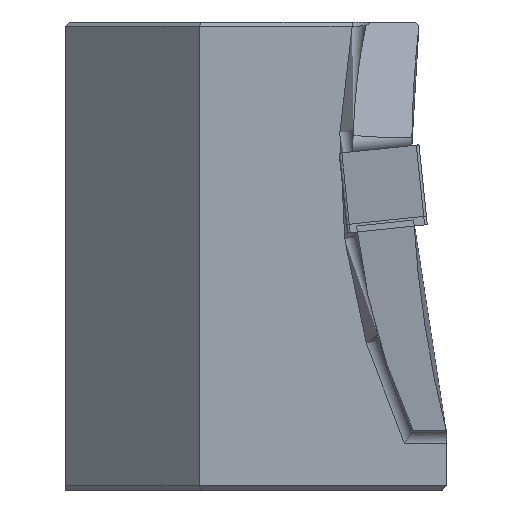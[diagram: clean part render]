
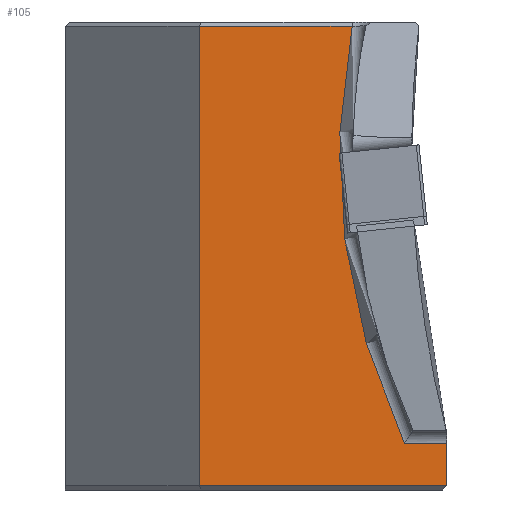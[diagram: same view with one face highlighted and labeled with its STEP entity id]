
A CAD part, left-side view. The second image highlights one B-rep face of the part: STEP entity #105.
In plain terms, the highlighted planar face has unit normal (-1, 0, 0).
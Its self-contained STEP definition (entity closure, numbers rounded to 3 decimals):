
#69=CIRCLE('',#1098,50.);
#105=ADVANCED_FACE('',(#205),#161,.F.);
#161=PLANE('',#1099);
#205=FACE_OUTER_BOUND('',#262,.T.);
#262=EDGE_LOOP('',(#392,#393,#394,#395,#396,#397));
#392=ORIENTED_EDGE('',*,*,#728,.T.);
#393=ORIENTED_EDGE('',*,*,#761,.T.);
#394=ORIENTED_EDGE('',*,*,#762,.T.);
#395=ORIENTED_EDGE('',*,*,#763,.T.);
#396=ORIENTED_EDGE('',*,*,#764,.T.);
#397=ORIENTED_EDGE('',*,*,#765,.T.);
#633=VERTEX_POINT('',#1492);
#634=VERTEX_POINT('',#1494);
#656=VERTEX_POINT('',#1588);
#657=VERTEX_POINT('',#1590);
#658=VERTEX_POINT('',#1592);
#659=VERTEX_POINT('',#1594);
#728=EDGE_CURVE('',#634,#633,#870,.T.);
#761=EDGE_CURVE('',#633,#656,#892,.T.);
#762=EDGE_CURVE('',#656,#657,#69,.T.);
#763=EDGE_CURVE('',#657,#658,#893,.T.);
#764=EDGE_CURVE('',#658,#659,#894,.T.);
#765=EDGE_CURVE('',#659,#634,#895,.T.);
#870=LINE('',#1493,#981);
#892=LINE('',#1587,#1003);
#893=LINE('',#1591,#1004);
#894=LINE('',#1593,#1005);
#895=LINE('',#1595,#1006);
#981=VECTOR('',#1192,1.);
#1003=VECTOR('',#1248,1.);
#1004=VECTOR('',#1251,1.);
#1005=VECTOR('',#1252,1.);
#1006=VECTOR('',#1253,1.);
#1098=AXIS2_PLACEMENT_3D('',#1589,#1249,#1250);
#1099=AXIS2_PLACEMENT_3D('',#1596,#1254,#1255);
#1192=DIRECTION('',(0.,0.,1.));
#1248=DIRECTION('',(0.,1.,0.));
#1249=DIRECTION('',(1.,0.,0.));
#1250=DIRECTION('',(0.,0.,-1.));
#1251=DIRECTION('',(0.,1.,0.));
#1252=DIRECTION('',(0.,0.,-1.));
#1253=DIRECTION('',(0.,-1.,0.));
#1254=DIRECTION('',(1.,0.,0.));
#1255=DIRECTION('',(0.,0.,-1.));
#1492=CARTESIAN_POINT('',(33.,-28.5,-21.52));
#1493=CARTESIAN_POINT('',(33.,-28.5,-20.52));
#1494=CARTESIAN_POINT('',(33.,-28.5,-24.7));
#1587=CARTESIAN_POINT('',(33.,-28.464,-21.52));
#1588=CARTESIAN_POINT('',(33.,-25.358,-21.52));
#1589=CARTESIAN_POINT('',(33.,-70.49,0.));
#1590=CARTESIAN_POINT('',(33.,-21.44,9.7));
#1591=CARTESIAN_POINT('',(33.,-70.49,9.7));
#1592=CARTESIAN_POINT('',(33.,-10.,9.7));
#1593=CARTESIAN_POINT('',(33.,-10.,10.));
#1594=CARTESIAN_POINT('',(33.,-10.,-24.7));
#1595=CARTESIAN_POINT('',(33.,-70.49,-24.7));
#1596=CARTESIAN_POINT('',(33.,-70.49,0.));
